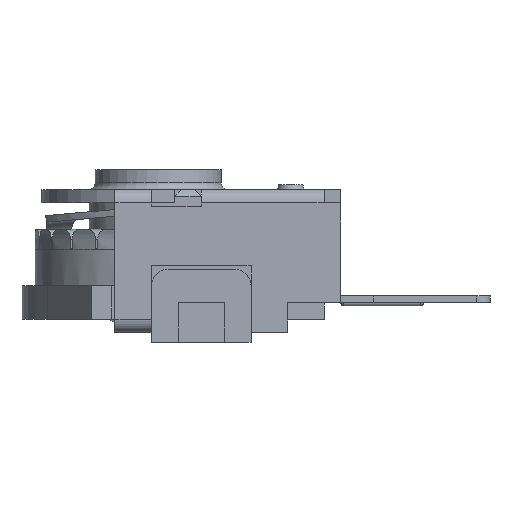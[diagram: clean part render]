
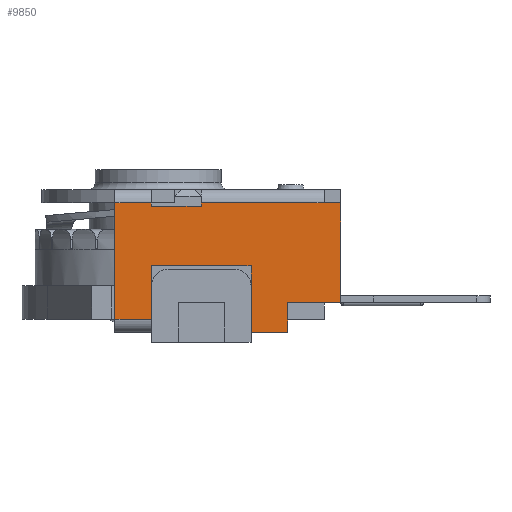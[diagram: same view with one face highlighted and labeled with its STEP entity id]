
A CAD part, front view. The second image highlights one B-rep face of the part: STEP entity #9850.
In plain terms, the highlighted face is planar.
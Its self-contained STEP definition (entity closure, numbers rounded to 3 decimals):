
#1140=FACE_OUTER_BOUND('',#1664,.T.);
#1664=EDGE_LOOP('',(#8685,#8686,#8687,#8688,#8689,#8690,#8691,#8692,#8693,
#8694,#8695,#8696,#8697,#8698,#8699));
#2634=LINE('',#17734,#3640);
#2635=LINE('',#17737,#3641);
#2636=LINE('',#17739,#3642);
#2637=LINE('',#17741,#3643);
#2638=LINE('',#17743,#3644);
#2639=LINE('',#17745,#3645);
#2640=LINE('',#17747,#3646);
#2641=LINE('',#17749,#3647);
#2642=LINE('',#17751,#3648);
#2643=LINE('',#17753,#3649);
#2644=LINE('',#17755,#3650);
#2645=LINE('',#17757,#3651);
#2646=LINE('',#17759,#3652);
#2647=LINE('',#17761,#3653);
#2648=LINE('',#17762,#3654);
#3640=VECTOR('',#12920,10.);
#3641=VECTOR('',#12923,10.);
#3642=VECTOR('',#12924,10.);
#3643=VECTOR('',#12925,10.);
#3644=VECTOR('',#12926,10.);
#3645=VECTOR('',#12927,10.);
#3646=VECTOR('',#12928,10.);
#3647=VECTOR('',#12929,10.);
#3648=VECTOR('',#12930,10.);
#3649=VECTOR('',#12931,10.);
#3650=VECTOR('',#12932,10.);
#3651=VECTOR('',#12933,10.);
#3652=VECTOR('',#12934,10.);
#3653=VECTOR('',#12935,10.);
#3654=VECTOR('',#12936,10.);
#4642=VERTEX_POINT('',#17727);
#4645=VERTEX_POINT('',#17732);
#4646=VERTEX_POINT('',#17736);
#4647=VERTEX_POINT('',#17738);
#4648=VERTEX_POINT('',#17740);
#4649=VERTEX_POINT('',#17742);
#4650=VERTEX_POINT('',#17744);
#4651=VERTEX_POINT('',#17746);
#4652=VERTEX_POINT('',#17748);
#4653=VERTEX_POINT('',#17750);
#4654=VERTEX_POINT('',#17752);
#4655=VERTEX_POINT('',#17754);
#4656=VERTEX_POINT('',#17756);
#4657=VERTEX_POINT('',#17758);
#4658=VERTEX_POINT('',#17760);
#6042=EDGE_CURVE('',#4645,#4642,#2634,.T.);
#6043=EDGE_CURVE('',#4646,#4645,#2635,.T.);
#6044=EDGE_CURVE('',#4647,#4646,#2636,.T.);
#6045=EDGE_CURVE('',#4647,#4648,#2637,.T.);
#6046=EDGE_CURVE('',#4649,#4648,#2638,.T.);
#6047=EDGE_CURVE('',#4650,#4649,#2639,.T.);
#6048=EDGE_CURVE('',#4651,#4650,#2640,.T.);
#6049=EDGE_CURVE('',#4651,#4652,#2641,.T.);
#6050=EDGE_CURVE('',#4652,#4653,#2642,.T.);
#6051=EDGE_CURVE('',#4654,#4653,#2643,.T.);
#6052=EDGE_CURVE('',#4654,#4655,#2644,.T.);
#6053=EDGE_CURVE('',#4655,#4656,#2645,.T.);
#6054=EDGE_CURVE('',#4656,#4657,#2646,.T.);
#6055=EDGE_CURVE('',#4658,#4657,#2647,.T.);
#6056=EDGE_CURVE('',#4658,#4642,#2648,.T.);
#8685=ORIENTED_EDGE('',*,*,#6042,.F.);
#8686=ORIENTED_EDGE('',*,*,#6043,.F.);
#8687=ORIENTED_EDGE('',*,*,#6044,.F.);
#8688=ORIENTED_EDGE('',*,*,#6045,.T.);
#8689=ORIENTED_EDGE('',*,*,#6046,.F.);
#8690=ORIENTED_EDGE('',*,*,#6047,.F.);
#8691=ORIENTED_EDGE('',*,*,#6048,.F.);
#8692=ORIENTED_EDGE('',*,*,#6049,.T.);
#8693=ORIENTED_EDGE('',*,*,#6050,.T.);
#8694=ORIENTED_EDGE('',*,*,#6051,.F.);
#8695=ORIENTED_EDGE('',*,*,#6052,.T.);
#8696=ORIENTED_EDGE('',*,*,#6053,.T.);
#8697=ORIENTED_EDGE('',*,*,#6054,.T.);
#8698=ORIENTED_EDGE('',*,*,#6055,.F.);
#8699=ORIENTED_EDGE('',*,*,#6056,.T.);
#9365=PLANE('',#10670);
#9850=ADVANCED_FACE('',(#1140),#9365,.T.);
#10670=AXIS2_PLACEMENT_3D('',#17735,#12921,#12922);
#12920=DIRECTION('',(-1.,0.,0.));
#12921=DIRECTION('center_axis',(0.,0.,1.));
#12922=DIRECTION('ref_axis',(1.,0.,0.));
#12923=DIRECTION('',(0.,-1.,0.));
#12924=DIRECTION('',(-1.,0.,0.));
#12925=DIRECTION('',(0.,-1.,0.));
#12926=DIRECTION('',(-1.,0.,0.));
#12927=DIRECTION('',(0.,-1.,0.));
#12928=DIRECTION('',(-1.,0.,0.));
#12929=DIRECTION('',(0.,1.,0.));
#12930=DIRECTION('',(-1.,0.,0.));
#12931=DIRECTION('',(1.,0.,0.));
#12932=DIRECTION('',(0.,-1.,0.));
#12933=DIRECTION('',(-1.,0.,0.));
#12934=DIRECTION('',(0.,1.,0.));
#12935=DIRECTION('',(1.,0.,0.));
#12936=DIRECTION('',(0.,-1.,0.));
#17727=CARTESIAN_POINT('',(-1.3,-3.5,4.85));
#17732=CARTESIAN_POINT('',(-0.2,-3.5,4.85));
#17734=CARTESIAN_POINT('',(-1.025,-3.5,4.85));
#17735=CARTESIAN_POINT('Origin',(-1.3,0.,4.85));
#17736=CARTESIAN_POINT('',(-0.2,-1.9,4.85));
#17737=CARTESIAN_POINT('',(-0.2,-1.9,4.85));
#17738=CARTESIAN_POINT('',(2.8,-1.9,4.85));
#17739=CARTESIAN_POINT('',(-1.3,-1.9,4.85));
#17740=CARTESIAN_POINT('',(2.8,-3.9,4.85));
#17741=CARTESIAN_POINT('',(2.8,-1.9,4.85));
#17742=CARTESIAN_POINT('',(3.9,-3.9,4.85));
#17743=CARTESIAN_POINT('',(3.9,-3.9,4.85));
#17744=CARTESIAN_POINT('',(3.9,-3.,4.85));
#17745=CARTESIAN_POINT('',(3.9,-3.,4.85));
#17746=CARTESIAN_POINT('',(5.5,-3.,4.85));
#17747=CARTESIAN_POINT('',(5.5,-3.,4.85));
#17748=CARTESIAN_POINT('',(5.5,0.,4.85));
#17749=CARTESIAN_POINT('',(5.5,0.,4.85));
#17750=CARTESIAN_POINT('',(5.,0.,4.85));
#17751=CARTESIAN_POINT('',(1.975,0.,4.85));
#17752=CARTESIAN_POINT('',(1.3,0.,4.85));
#17753=CARTESIAN_POINT('',(0.277,0.,4.85));
#17754=CARTESIAN_POINT('',(1.3,-0.1,4.85));
#17755=CARTESIAN_POINT('',(1.3,0.2,4.85));
#17756=CARTESIAN_POINT('',(-0.2,-0.1,4.85));
#17757=CARTESIAN_POINT('',(-0.336,-0.1,4.85));
#17758=CARTESIAN_POINT('',(-0.2,0.,4.85));
#17759=CARTESIAN_POINT('',(-0.2,0.2,4.85));
#17760=CARTESIAN_POINT('',(-1.3,0.,4.85));
#17761=CARTESIAN_POINT('',(0.277,0.,4.85));
#17762=CARTESIAN_POINT('',(-1.3,0.,4.85));
